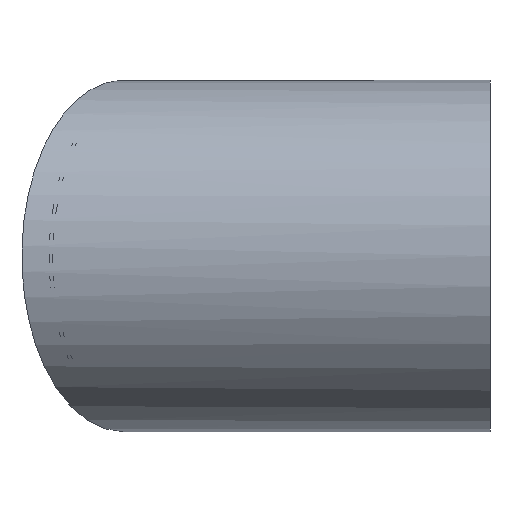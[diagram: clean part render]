
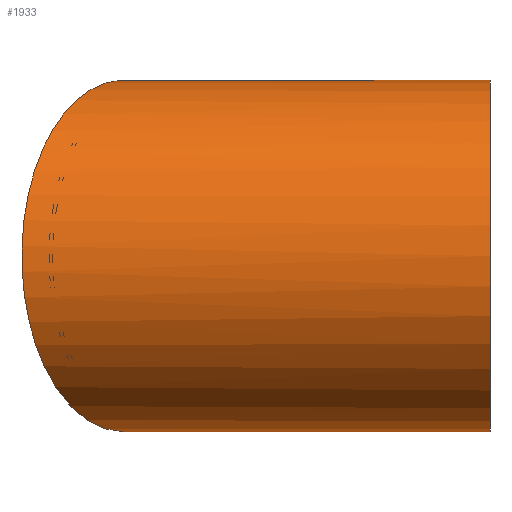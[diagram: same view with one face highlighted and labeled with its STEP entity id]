
A CAD part, left-side view. The second image highlights one B-rep face of the part: STEP entity #1933.
In plain terms, the highlighted cylindrical face has radius 100 mm (diameter 200 mm), a full revolution.
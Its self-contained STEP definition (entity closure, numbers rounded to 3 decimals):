
#1933 = ADVANCED_FACE( '', ( #4226, #4227 ), #4228, .T. );
#4226 = FACE_OUTER_BOUND( '', #6560, .T. );
#4227 = FACE_OUTER_BOUND( '', #6561, .T. );
#4228 = CYLINDRICAL_SURFACE( '', #6562, 100. );
#6560 = EDGE_LOOP( '', ( #12863 ) );
#6561 = EDGE_LOOP( '', ( #12864 ) );
#6562 = AXIS2_PLACEMENT_3D( '', #12865, #12866, #12867 );
#12863 = ORIENTED_EDGE( '', *, *, #15323, .T. );
#12864 = ORIENTED_EDGE( '', *, *, #14892, .F. );
#12865 = CARTESIAN_POINT( '', ( 0., 0., 0. ) );
#12866 = DIRECTION( '', ( 0., 1., 0. ) );
#12867 = DIRECTION( '', ( 0., 0., -1. ) );
#14892 = EDGE_CURVE( '', #18589, #18589, #18590, .T. );
#15323 = EDGE_CURVE( '', #19168, #19168, #19169, .F. );
#18589 = VERTEX_POINT( '', #23843 );
#18590 = CIRCLE( '', #23844, 100. );
#19168 = VERTEX_POINT( '', #24708 );
#19169 = ELLIPSE( '', #24709, 115.47, 100. );
#23843 = CARTESIAN_POINT( '', ( 0., 0., -100. ) );
#23844 = AXIS2_PLACEMENT_3D( '', #27167, #27168, #27169 );
#24708 = CARTESIAN_POINT( '', ( 100., 151.039, 0. ) );
#24709 = AXIS2_PLACEMENT_3D( '', #27462, #27463, #27464 );
#27167 = CARTESIAN_POINT( '', ( 0., 0., 0. ) );
#27168 = DIRECTION( '', ( 0., -1., 0. ) );
#27169 = DIRECTION( '', ( 0., 0., -1. ) );
#27462 = CARTESIAN_POINT( '', ( 0., 208.774, 0. ) );
#27463 = DIRECTION( '', ( 0.5, 0.866, 0. ) );
#27464 = DIRECTION( '', ( 0.866, -0.5, 0. ) );
